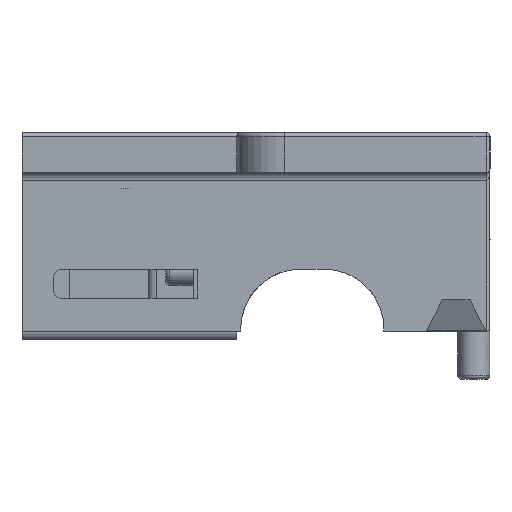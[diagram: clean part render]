
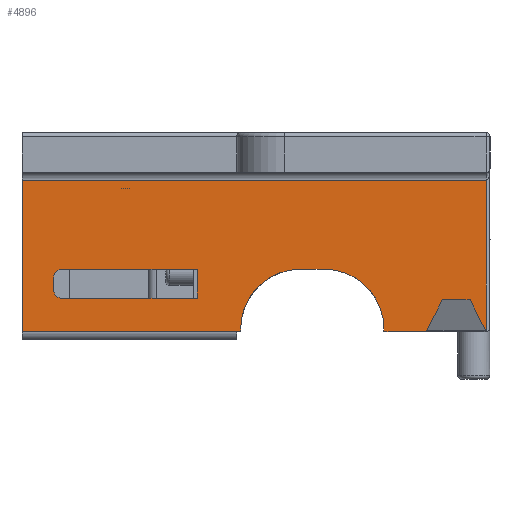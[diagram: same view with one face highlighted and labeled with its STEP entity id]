
A CAD part, left-side view. The second image highlights one B-rep face of the part: STEP entity #4896.
In plain terms, the highlighted planar face has unit normal (-1, 0, 0).
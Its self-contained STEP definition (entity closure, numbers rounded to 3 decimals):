
#45=FACE_BOUND('',#738,.T.);
#162=PLANE('',#5362);
#455=FACE_OUTER_BOUND('',#737,.T.);
#737=EDGE_LOOP('',(#4420,#4421,#4422,#4423,#4424,#4425,#4426,#4427,#4428,
#4429,#4430,#4431,#4432,#4433,#4434));
#738=EDGE_LOOP('',(#4435,#4436,#4437,#4438,#4439,#4440));
#810=CIRCLE('',#5041,7.5);
#870=CIRCLE('',#5175,1.);
#879=CIRCLE('',#5196,7.5);
#897=CIRCLE('',#5241,1.);
#916=CIRCLE('',#5314,0.2);
#917=CIRCLE('',#5319,0.2);
#1120=LINE('',#8289,#1577);
#1122=LINE('',#8294,#1579);
#1126=LINE('',#8303,#1583);
#1281=LINE('',#8822,#1738);
#1335=LINE('',#8951,#1792);
#1354=LINE('',#9387,#1811);
#1395=LINE('',#9585,#1852);
#1412=LINE('',#9765,#1869);
#1413=LINE('',#9767,#1870);
#1416=LINE('',#9783,#1873);
#1418=LINE('',#9787,#1875);
#1420=LINE('',#9791,#1877);
#1423=LINE('',#9798,#1880);
#1445=LINE('',#9866,#1902);
#1447=LINE('',#9876,#1904);
#1577=VECTOR('',#5731,10.);
#1579=VECTOR('',#5735,10.);
#1583=VECTOR('',#5741,10.);
#1738=VECTOR('',#6100,10.);
#1792=VECTOR('',#6216,10.);
#1811=VECTOR('',#6313,10.);
#1852=VECTOR('',#6446,10.);
#1869=VECTOR('',#6573,10.);
#1870=VECTOR('',#6576,10.);
#1873=VECTOR('',#6585,10.);
#1875=VECTOR('',#6589,10.);
#1877=VECTOR('',#6593,10.);
#1880=VECTOR('',#6602,10.);
#1902=VECTOR('',#6678,10.);
#1904=VECTOR('',#6696,10.);
#2084=VERTEX_POINT('',#8283);
#2086=VERTEX_POINT('',#8287);
#2088=VERTEX_POINT('',#8293);
#2091=VERTEX_POINT('',#8300);
#2092=VERTEX_POINT('',#8302);
#2095=VERTEX_POINT('',#8309);
#2232=VERTEX_POINT('',#8821);
#2275=VERTEX_POINT('',#8948);
#2276=VERTEX_POINT('',#8950);
#2279=VERTEX_POINT('',#8963);
#2286=VERTEX_POINT('',#9363);
#2290=VERTEX_POINT('',#9386);
#2305=VERTEX_POINT('',#9477);
#2306=VERTEX_POINT('',#9479);
#2345=VERTEX_POINT('',#9760);
#2347=VERTEX_POINT('',#9771);
#2348=VERTEX_POINT('',#9778);
#2349=VERTEX_POINT('',#9782);
#2350=VERTEX_POINT('',#9786);
#2351=VERTEX_POINT('',#9790);
#2352=VERTEX_POINT('',#9794);
#2591=EDGE_CURVE('',#2084,#2086,#1120,.T.);
#2593=EDGE_CURVE('',#2088,#2084,#1122,.T.);
#2597=EDGE_CURVE('',#2092,#2091,#1126,.T.);
#2601=EDGE_CURVE('',#2086,#2095,#810,.T.);
#2802=EDGE_CURVE('',#2232,#2092,#1281,.T.);
#2873=EDGE_CURVE('',#2276,#2275,#1335,.T.);
#2881=EDGE_CURVE('',#2279,#2091,#870,.T.);
#2900=EDGE_CURVE('',#2286,#2276,#879,.T.);
#2909=EDGE_CURVE('',#2088,#2290,#1354,.T.);
#2943=EDGE_CURVE('',#2306,#2305,#897,.T.);
#2976=EDGE_CURVE('',#2095,#2286,#1395,.T.);
#3020=EDGE_CURVE('',#2306,#2232,#1412,.T.);
#3021=EDGE_CURVE('',#2279,#2305,#1413,.T.);
#3024=EDGE_CURVE('',#2347,#2348,#916,.T.);
#3026=EDGE_CURVE('',#2348,#2349,#1416,.T.);
#3028=EDGE_CURVE('',#2350,#2349,#1418,.T.);
#3030=EDGE_CURVE('',#2350,#2351,#1420,.T.);
#3032=EDGE_CURVE('',#2351,#2352,#917,.T.);
#3034=EDGE_CURVE('',#2275,#2352,#1423,.T.);
#3065=EDGE_CURVE('',#2290,#2345,#1445,.T.);
#3069=EDGE_CURVE('',#2345,#2347,#1447,.T.);
#4420=ORIENTED_EDGE('',*,*,#2909,.F.);
#4421=ORIENTED_EDGE('',*,*,#2593,.T.);
#4422=ORIENTED_EDGE('',*,*,#2591,.T.);
#4423=ORIENTED_EDGE('',*,*,#2601,.T.);
#4424=ORIENTED_EDGE('',*,*,#2976,.T.);
#4425=ORIENTED_EDGE('',*,*,#2900,.T.);
#4426=ORIENTED_EDGE('',*,*,#2873,.T.);
#4427=ORIENTED_EDGE('',*,*,#3034,.T.);
#4428=ORIENTED_EDGE('',*,*,#3032,.F.);
#4429=ORIENTED_EDGE('',*,*,#3030,.F.);
#4430=ORIENTED_EDGE('',*,*,#3028,.T.);
#4431=ORIENTED_EDGE('',*,*,#3026,.F.);
#4432=ORIENTED_EDGE('',*,*,#3024,.F.);
#4433=ORIENTED_EDGE('',*,*,#3069,.F.);
#4434=ORIENTED_EDGE('',*,*,#3065,.F.);
#4435=ORIENTED_EDGE('',*,*,#2597,.T.);
#4436=ORIENTED_EDGE('',*,*,#2881,.F.);
#4437=ORIENTED_EDGE('',*,*,#3021,.T.);
#4438=ORIENTED_EDGE('',*,*,#2943,.F.);
#4439=ORIENTED_EDGE('',*,*,#3020,.T.);
#4440=ORIENTED_EDGE('',*,*,#2802,.T.);
#4896=ADVANCED_FACE('',(#455,#45),#162,.T.);
#5041=AXIS2_PLACEMENT_3D('',#8311,#5748,#5749);
#5175=AXIS2_PLACEMENT_3D('',#8965,#6230,#6231);
#5196=AXIS2_PLACEMENT_3D('',#9365,#6280,#6281);
#5241=AXIS2_PLACEMENT_3D('',#9481,#6391,#6392);
#5314=AXIS2_PLACEMENT_3D('',#9779,#6580,#6581);
#5319=AXIS2_PLACEMENT_3D('',#9795,#6597,#6598);
#5362=AXIS2_PLACEMENT_3D('',#9883,#6709,#6710);
#5731=DIRECTION('',(0.,0.,1.));
#5735=DIRECTION('',(0.,-1.,0.));
#5741=DIRECTION('',(0.,1.,0.));
#5748=DIRECTION('center_axis',(1.,0.,0.));
#5749=DIRECTION('ref_axis',(0.,0.,1.));
#6100=DIRECTION('',(0.,0.,-1.));
#6216=DIRECTION('',(0.,0.,-1.));
#6230=DIRECTION('center_axis',(-1.,0.,0.));
#6231=DIRECTION('ref_axis',(0.,0.707,-0.707));
#6280=DIRECTION('center_axis',(1.,0.,0.));
#6281=DIRECTION('ref_axis',(0.,-1.,0.));
#6313=DIRECTION('',(0.,0.,1.));
#6391=DIRECTION('center_axis',(-1.,0.,0.));
#6392=DIRECTION('ref_axis',(0.,0.707,0.707));
#6446=DIRECTION('',(0.,-1.,0.));
#6573=DIRECTION('',(0.,-1.,0.));
#6576=DIRECTION('',(0.,0.,1.));
#6580=DIRECTION('center_axis',(1.,0.,0.));
#6581=DIRECTION('ref_axis',(0.,0.526,-0.851));
#6585=DIRECTION('',(0.,0.447,0.894));
#6589=DIRECTION('',(0.,-1.,0.));
#6593=DIRECTION('',(0.,0.447,-0.894));
#6597=DIRECTION('center_axis',(1.,0.,0.));
#6598=DIRECTION('ref_axis',(0.,-0.526,-0.851));
#6602=DIRECTION('',(0.,-1.,0.));
#6678=DIRECTION('',(0.,-1.,0.));
#6696=DIRECTION('',(0.,0.,-1.));
#6709=DIRECTION('center_axis',(-1.,0.,0.));
#6710=DIRECTION('ref_axis',(0.,-1.,0.));
#8283=CARTESIAN_POINT('',(0.,33.322,0.));
#8287=CARTESIAN_POINT('',(0.,33.322,0.34));
#8289=CARTESIAN_POINT('',(0.,33.322,0.));
#8293=CARTESIAN_POINT('',(0.,60.8,0.));
#8294=CARTESIAN_POINT('',(0.,60.8,0.));
#8300=CARTESIAN_POINT('',(0.,55.8,4.2));
#8302=CARTESIAN_POINT('',(0.,38.8,4.2));
#8303=CARTESIAN_POINT('',(0.,49.8,4.2));
#8309=CARTESIAN_POINT('',(0.,25.822,7.84));
#8311=CARTESIAN_POINT('Origin',(0.,25.822,0.34));
#8821=CARTESIAN_POINT('',(0.,38.8,7.84));
#8822=CARTESIAN_POINT('',(0.,38.8,3.92));
#8948=CARTESIAN_POINT('',(0.,15.322,0.));
#8950=CARTESIAN_POINT('',(0.,15.322,0.34));
#8951=CARTESIAN_POINT('',(0.,15.322,0.17));
#8963=CARTESIAN_POINT('',(0.,56.8,5.2));
#8965=CARTESIAN_POINT('Origin',(0.,55.8,5.2));
#9363=CARTESIAN_POINT('',(0.,22.822,7.84));
#9365=CARTESIAN_POINT('Origin',(0.,22.822,0.34));
#9386=CARTESIAN_POINT('',(0.,60.8,19.));
#9387=CARTESIAN_POINT('',(0.,60.8,0.));
#9477=CARTESIAN_POINT('',(0.,56.8,6.84));
#9479=CARTESIAN_POINT('',(0.,55.8,7.84));
#9481=CARTESIAN_POINT('Origin',(0.,55.8,6.84));
#9585=CARTESIAN_POINT('',(0.,43.311,7.84));
#9760=CARTESIAN_POINT('',(0.,2.5,19.));
#9765=CARTESIAN_POINT('',(0.,59.8,7.84));
#9767=CARTESIAN_POINT('',(0.,56.8,2.2));
#9771=CARTESIAN_POINT('',(0.,2.5,0.043));
#9778=CARTESIAN_POINT('',(0.,2.555,0.111));
#9779=CARTESIAN_POINT('Origin',(0.,2.376,0.2));
#9782=CARTESIAN_POINT('',(0.,4.5,4.));
#9783=CARTESIAN_POINT('',(0.,8.83,12.66));
#9786=CARTESIAN_POINT('',(0.,8.,4.));
#9787=CARTESIAN_POINT('',(0.,33.525,4.));
#9790=CARTESIAN_POINT('',(0.,9.945,0.111));
#9791=CARTESIAN_POINT('',(0.,14.58,-9.16));
#9794=CARTESIAN_POINT('',(0.,10.124,0.));
#9795=CARTESIAN_POINT('Origin',(0.,10.124,0.2));
#9798=CARTESIAN_POINT('',(0.,60.8,0.));
#9866=CARTESIAN_POINT('',(0.,46.1,19.));
#9876=CARTESIAN_POINT('',(0.,2.5,0.));
#9883=CARTESIAN_POINT('Origin',(0.,60.8,0.));
